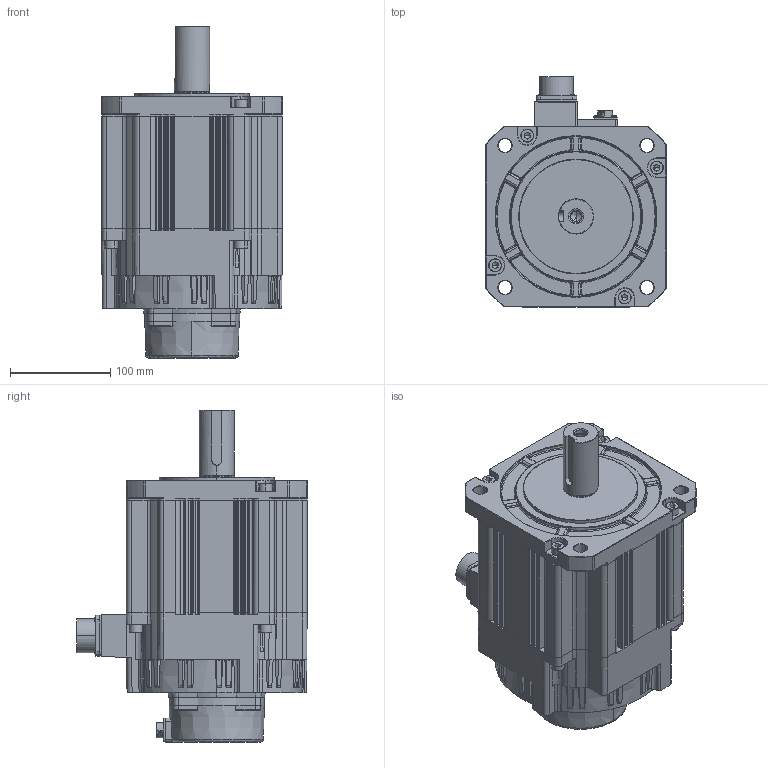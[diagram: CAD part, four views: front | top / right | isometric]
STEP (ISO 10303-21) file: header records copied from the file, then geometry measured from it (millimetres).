
FILE_DESCRIPTION (( 'STEP AP203' ), '1' );
FILE_NAME ('SV-X6MM500A-B4LD.STEP', '2021-10-12T13:29:09', ( 'China' ), ( 'Microsoft' ), 'SwSTEP 2.0', 'SolidWorks 2016', '' );
FILE_SCHEMA (( 'CONFIG_CONTROL_DESIGN' ));
Length unit declared in the file: millimetre
Products named in the file (1): SV-X6MM500A-B4LD
Bounding box: 180 x 229.25 x 330.5 mm (x, y, z)
Volume: 6258599.8 mm3; surface area: 300731.8 mm2
Topology: 12 solids, 29 shells, 2502 faces, 6397 edges, 3991 vertices
Faces by surface type: cylinder 911, plane 896, cone 428, bspline 134, torus 109, sphere 24
Entity records: 103981 total; most frequent: CARTESIAN_POINT 45340, ORIENTED_EDGE 12636, DIRECTION 11895, EDGE_CURVE 6318, AXIS2_PLACEMENT_3D 4583, VERTEX_POINT 3983, VECTOR 2729, LINE 2729
